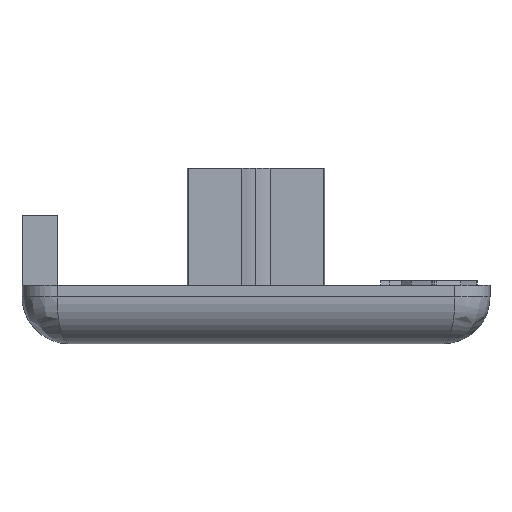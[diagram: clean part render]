
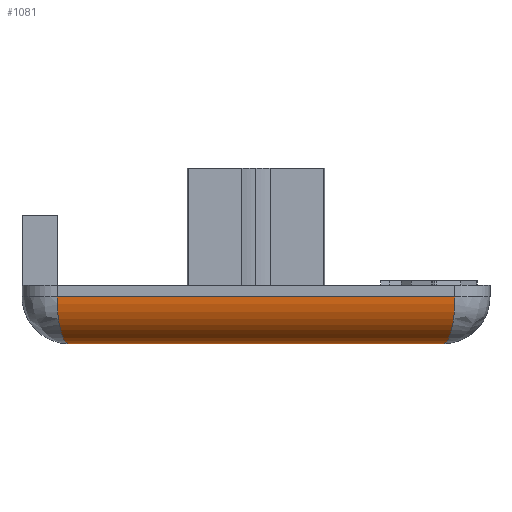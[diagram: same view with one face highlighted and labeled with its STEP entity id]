
A CAD part, left-side view. The second image highlights one B-rep face of the part: STEP entity #1081.
In plain terms, the highlighted cylindrical face has radius 2 mm (diameter 4 mm), a partial arc.
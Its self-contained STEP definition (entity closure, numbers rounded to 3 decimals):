
#149 =( BOUNDED_CURVE ( )  B_SPLINE_CURVE ( 3, ( #1906, #1923, #1929, #1930 ),
 .UNSPECIFIED., .F., .F. ) 
 B_SPLINE_CURVE_WITH_KNOTS ( ( 4, 4 ),
 ( 0., 1.571 ),
 .UNSPECIFIED. ) 
 CURVE ( )  GEOMETRIC_REPRESENTATION_ITEM ( )  RATIONAL_B_SPLINE_CURVE ( ( 1., 0.805, 0.805, 1. ) ) 
 REPRESENTATION_ITEM ( '' )  );
#152 =( BOUNDED_CURVE ( )  B_SPLINE_CURVE ( 3, ( #1939, #1932, #1941, #1942 ),
 .UNSPECIFIED., .F., .F. ) 
 B_SPLINE_CURVE_WITH_KNOTS ( ( 4, 4 ),
 ( 0., 1.571 ),
 .UNSPECIFIED. ) 
 CURVE ( )  GEOMETRIC_REPRESENTATION_ITEM ( )  RATIONAL_B_SPLINE_CURVE ( ( 1., 0.805, 0.805, 1. ) ) 
 REPRESENTATION_ITEM ( '' )  );
#240 = VERTEX_POINT ( 'NONE', #1549 ) ;
#249 = VERTEX_POINT ( 'NONE', #1559 ) ;
#250 = VERTEX_POINT ( 'NONE', #1560 ) ;
#345 = EDGE_LOOP ( 'NONE', ( #452, #453, #454, #455 ) ) ;
#452 = ORIENTED_EDGE ( 'NONE', *, *, #1013, .T. ) ;
#453 = ORIENTED_EDGE ( 'NONE', *, *, #1007, .F. ) ;
#454 = ORIENTED_EDGE ( 'NONE', *, *, #1016, .F. ) ;
#455 = ORIENTED_EDGE ( 'NONE', *, *, #991, .F. ) ;
#991 = EDGE_CURVE ( 'NONE', #2503, #240, #2019, .T. ) ;
#1007 = EDGE_CURVE ( 'NONE', #249, #250, #2053, .T. ) ;
#1013 = EDGE_CURVE ( 'NONE', #2503, #250, #149, .T. ) ;
#1016 = EDGE_CURVE ( 'NONE', #240, #249, #152, .T. ) ;
#1081 = ADVANCED_FACE ( 'NONE', ( #2162 ), #2166, .T. ) ;
#1477 = AXIS2_PLACEMENT_3D ( 'NONE', #2558, #2557, #2548 ) ;
#1549 = CARTESIAN_POINT ( 'NONE',  ( -10., -8.5, 2. ) ) ;
#1559 = CARTESIAN_POINT ( 'NONE',  ( -8., -8., 0. ) ) ;
#1560 = CARTESIAN_POINT ( 'NONE',  ( -8., 8., 0. ) ) ;
#1869 = CARTESIAN_POINT ( 'NONE',  ( -10., -10., 2. ) ) ;
#1879 = DIRECTION ( 'NONE',  ( 0., -1., 0. ) ) ;
#1906 = CARTESIAN_POINT ( 'NONE',  ( -10., 8.5, 2. ) ) ;
#1909 = CARTESIAN_POINT ( 'NONE',  ( -8., 0., 0. ) ) ;
#1910 = DIRECTION ( 'NONE',  ( 0., 1., 0. ) ) ;
#1923 = CARTESIAN_POINT ( 'NONE',  ( -10., 8.5, 0.828 ) ) ;
#1929 = CARTESIAN_POINT ( 'NONE',  ( -9.172, 8.293, 0. ) ) ;
#1930 = CARTESIAN_POINT ( 'NONE',  ( -8., 8., 0. ) ) ;
#1932 = CARTESIAN_POINT ( 'NONE',  ( -10., -8.5, 0.828 ) ) ;
#1939 = CARTESIAN_POINT ( 'NONE',  ( -10., -8.5, 2. ) ) ;
#1941 = CARTESIAN_POINT ( 'NONE',  ( -9.172, -8.293, 0. ) ) ;
#1942 = CARTESIAN_POINT ( 'NONE',  ( -8., -8., 0. ) ) ;
#2019 = LINE ( 'NONE', #1869, #2024 ) ;
#2024 = VECTOR ( 'NONE', #1879, 1000. ) ;
#2053 = LINE ( 'NONE', #1909, #2056 ) ;
#2056 = VECTOR ( 'NONE', #1910, 1000. ) ;
#2162 = FACE_OUTER_BOUND ( 'NONE', #345, .T. ) ;
#2166 = CYLINDRICAL_SURFACE ( 'NONE', #1477, 2. ) ;
#2503 = VERTEX_POINT ( 'NONE', #2769 ) ;
#2548 = DIRECTION ( 'NONE',  ( 0., 0., -1. ) ) ;
#2557 = DIRECTION ( 'NONE',  ( 0., -1., 0. ) ) ;
#2558 = CARTESIAN_POINT ( 'NONE',  ( -8., -10., 2. ) ) ;
#2769 = CARTESIAN_POINT ( 'NONE',  ( -10., 8.5, 2. ) ) ;
